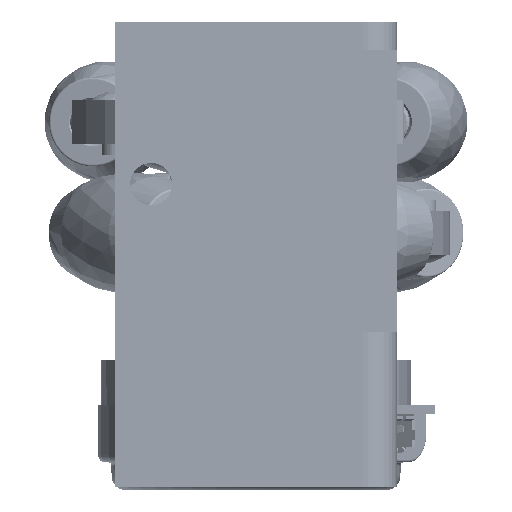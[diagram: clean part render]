
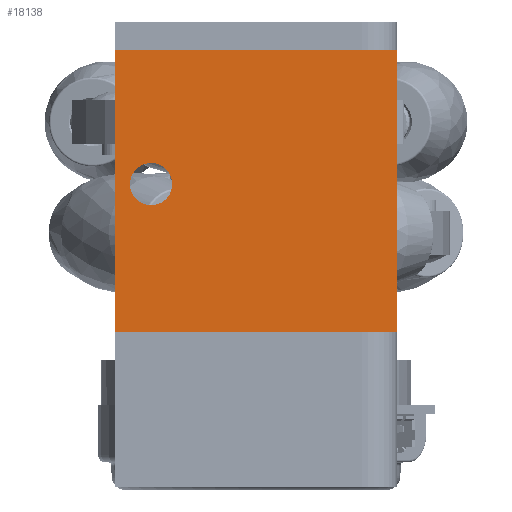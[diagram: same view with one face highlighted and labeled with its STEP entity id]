
A CAD part, left-side view. The second image highlights one B-rep face of the part: STEP entity #18138.
In plain terms, the highlighted planar face has unit normal (-1, 0, 0).
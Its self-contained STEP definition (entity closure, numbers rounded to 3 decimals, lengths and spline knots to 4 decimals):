
#1191=FACE_BOUND('',#2835,.T.);
#1324=PLANE('',#19636);
#1822=FACE_OUTER_BOUND('',#2834,.T.);
#2834=EDGE_LOOP('',(#12382,#12383,#12384,#12385));
#2835=EDGE_LOOP('',(#12386,#12387));
#3941=LINE('',#26736,#5377);
#3960=LINE('',#26802,#5396);
#3968=LINE('',#26823,#5404);
#3980=LINE('',#26867,#5416);
#5377=VECTOR('',#21513,0.3937);
#5396=VECTOR('',#21580,0.3937);
#5404=VECTOR('',#21602,0.3937);
#5416=VECTOR('',#21656,0.3937);
#6795=CIRCLE('',#19568,0.075);
#6796=CIRCLE('',#19569,0.075);
#7621=VERTEX_POINT('',#26674);
#7622=VERTEX_POINT('',#26675);
#7646=VERTEX_POINT('',#26733);
#7647=VERTEX_POINT('',#26735);
#7670=VERTEX_POINT('',#26801);
#7676=VERTEX_POINT('',#26821);
#9461=EDGE_CURVE('',#7621,#7622,#6795,.T.);
#9462=EDGE_CURVE('',#7622,#7621,#6796,.T.);
#9491=EDGE_CURVE('',#7646,#7647,#3941,.T.);
#9524=EDGE_CURVE('',#7670,#7647,#3960,.T.);
#9535=EDGE_CURVE('',#7676,#7646,#3968,.T.);
#9557=EDGE_CURVE('',#7670,#7676,#3980,.T.);
#12382=ORIENTED_EDGE('',*,*,#9557,.F.);
#12383=ORIENTED_EDGE('',*,*,#9524,.T.);
#12384=ORIENTED_EDGE('',*,*,#9491,.F.);
#12385=ORIENTED_EDGE('',*,*,#9535,.F.);
#12386=ORIENTED_EDGE('',*,*,#9461,.T.);
#12387=ORIENTED_EDGE('',*,*,#9462,.T.);
#18138=ADVANCED_FACE('',(#1822,#1191),#1324,.T.);
#19568=AXIS2_PLACEMENT_3D('',#26676,#21461,#21462);
#19569=AXIS2_PLACEMENT_3D('',#26677,#21463,#21464);
#19636=AXIS2_PLACEMENT_3D('',#26866,#21654,#21655);
#21461=DIRECTION('center_axis',(1.,0.,0.));
#21462=DIRECTION('ref_axis',(0.,-1.,0.));
#21463=DIRECTION('center_axis',(1.,0.,0.));
#21464=DIRECTION('ref_axis',(0.,-1.,0.));
#21513=DIRECTION('',(0.,0.,1.));
#21580=DIRECTION('',(0.,1.,0.));
#21602=DIRECTION('',(0.,1.,0.));
#21654=DIRECTION('center_axis',(-1.,0.,0.));
#21655=DIRECTION('ref_axis',(0.,0.,1.));
#21656=DIRECTION('',(0.,0.,-1.));
#26674=CARTESIAN_POINT('',(-1.3203,0.797,0.0769));
#26675=CARTESIAN_POINT('',(-1.3203,0.947,0.0769));
#26676=CARTESIAN_POINT('Origin',(-1.3203,0.872,0.0769));
#26677=CARTESIAN_POINT('Origin',(-1.3203,0.872,0.0769));
#26733=CARTESIAN_POINT('',(-1.3203,1.,-0.4481));
#26735=CARTESIAN_POINT('',(-1.3203,1.,0.5519));
#26736=CARTESIAN_POINT('',(-1.3203,1.,0.5519));
#26801=CARTESIAN_POINT('',(-1.3203,0.,0.5519));
#26802=CARTESIAN_POINT('',(-1.3203,0.,0.5519));
#26821=CARTESIAN_POINT('',(-1.3203,0.,-0.4481));
#26823=CARTESIAN_POINT('',(-1.3203,0.,-0.4481));
#26866=CARTESIAN_POINT('Origin',(-1.3203,0.,-0.4481));
#26867=CARTESIAN_POINT('',(-1.3203,0.,0.5519));
